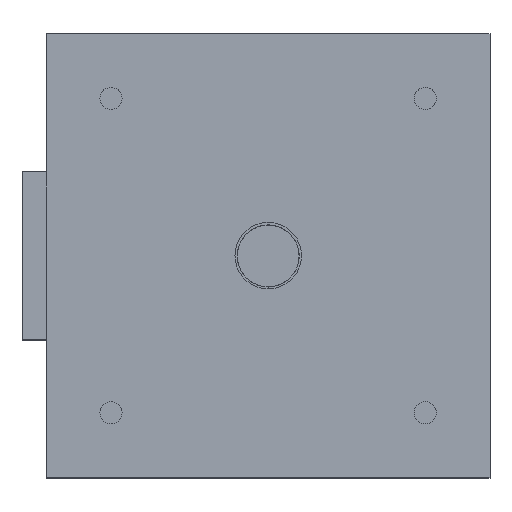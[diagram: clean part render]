
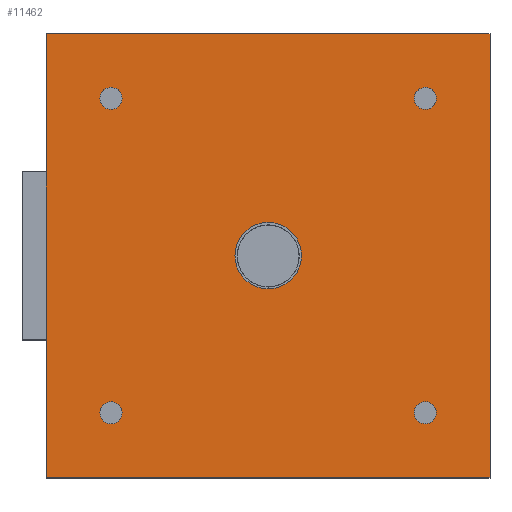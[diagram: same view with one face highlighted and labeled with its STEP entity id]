
A CAD part, top view. The second image highlights one B-rep face of the part: STEP entity #11462.
In plain terms, the highlighted planar face has unit normal (0, 0, 1).
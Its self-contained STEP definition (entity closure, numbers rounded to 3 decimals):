
#811=FACE_BOUND('',#2481,.T.);
#812=FACE_BOUND('',#2482,.T.);
#813=FACE_BOUND('',#2483,.T.);
#814=FACE_BOUND('',#2484,.T.);
#815=FACE_BOUND('',#2485,.T.);
#1216=PLANE('',#13386);
#1781=FACE_OUTER_BOUND('',#2480,.T.);
#2480=EDGE_LOOP('',(#9164,#9165,#9166,#9167));
#2481=EDGE_LOOP('',(#9168));
#2482=EDGE_LOOP('',(#9169));
#2483=EDGE_LOOP('',(#9170));
#2484=EDGE_LOOP('',(#9171));
#2485=EDGE_LOOP('',(#9172));
#3556=LINE('',#18773,#4743);
#3578=LINE('',#18816,#4765);
#3580=LINE('',#18819,#4767);
#3582=LINE('',#18824,#4769);
#4743=VECTOR('',#15254,10.);
#4765=VECTOR('',#15290,10.);
#4767=VECTOR('',#15294,10.);
#4769=VECTOR('',#15302,10.);
#5504=CIRCLE('',#13356,7.5);
#5506=CIRCLE('',#13361,2.5);
#5508=CIRCLE('',#13364,2.5);
#5510=CIRCLE('',#13367,2.5);
#5512=CIRCLE('',#13370,2.5);
#6046=VERTEX_POINT('',#18700);
#6064=VERTEX_POINT('',#18740);
#6066=VERTEX_POINT('',#18746);
#6068=VERTEX_POINT('',#18752);
#6070=VERTEX_POINT('',#18758);
#6072=VERTEX_POINT('',#18770);
#6073=VERTEX_POINT('',#18772);
#6086=VERTEX_POINT('',#18813);
#6087=VERTEX_POINT('',#18815);
#7158=EDGE_CURVE('',#6046,#6046,#5504,.T.);
#7177=EDGE_CURVE('',#6064,#6064,#5506,.T.);
#7180=EDGE_CURVE('',#6066,#6066,#5508,.T.);
#7183=EDGE_CURVE('',#6068,#6068,#5510,.T.);
#7186=EDGE_CURVE('',#6070,#6070,#5512,.T.);
#7194=EDGE_CURVE('',#6073,#6072,#3556,.T.);
#7216=EDGE_CURVE('',#6087,#6086,#3578,.T.);
#7218=EDGE_CURVE('',#6086,#6073,#3580,.T.);
#7220=EDGE_CURVE('',#6072,#6087,#3582,.T.);
#9164=ORIENTED_EDGE('',*,*,#7220,.T.);
#9165=ORIENTED_EDGE('',*,*,#7216,.T.);
#9166=ORIENTED_EDGE('',*,*,#7218,.T.);
#9167=ORIENTED_EDGE('',*,*,#7194,.T.);
#9168=ORIENTED_EDGE('',*,*,#7158,.T.);
#9169=ORIENTED_EDGE('',*,*,#7177,.T.);
#9170=ORIENTED_EDGE('',*,*,#7180,.T.);
#9171=ORIENTED_EDGE('',*,*,#7183,.T.);
#9172=ORIENTED_EDGE('',*,*,#7186,.T.);
#11462=ADVANCED_FACE('',(#1781,#811,#812,#813,#814,#815),#1216,.T.);
#13356=AXIS2_PLACEMENT_3D('',#18701,#15190,#15191);
#13361=AXIS2_PLACEMENT_3D('',#18741,#15217,#15218);
#13364=AXIS2_PLACEMENT_3D('',#18747,#15224,#15225);
#13367=AXIS2_PLACEMENT_3D('',#18753,#15231,#15232);
#13370=AXIS2_PLACEMENT_3D('',#18759,#15238,#15239);
#13386=AXIS2_PLACEMENT_3D('',#18825,#15303,#15304);
#15190=DIRECTION('center_axis',(0.,0.,-1.));
#15191=DIRECTION('ref_axis',(-1.,0.,0.));
#15217=DIRECTION('center_axis',(0.,0.,-1.));
#15218=DIRECTION('ref_axis',(-1.,0.,0.));
#15224=DIRECTION('center_axis',(0.,0.,-1.));
#15225=DIRECTION('ref_axis',(-1.,0.,0.));
#15231=DIRECTION('center_axis',(0.,0.,-1.));
#15232=DIRECTION('ref_axis',(-1.,0.,0.));
#15238=DIRECTION('center_axis',(0.,0.,-1.));
#15239=DIRECTION('ref_axis',(-1.,0.,0.));
#15254=DIRECTION('',(0.,-1.,0.));
#15290=DIRECTION('',(0.,1.,0.));
#15294=DIRECTION('',(-1.,0.,0.));
#15302=DIRECTION('',(1.,0.,0.));
#15303=DIRECTION('center_axis',(0.,0.,1.));
#15304=DIRECTION('ref_axis',(-1.,0.,0.));
#18700=CARTESIAN_POINT('',(7.5,0.,105.));
#18701=CARTESIAN_POINT('Origin',(0.,0.,105.));
#18740=CARTESIAN_POINT('',(37.929,35.429,105.));
#18741=CARTESIAN_POINT('Origin',(35.429,35.429,105.));
#18746=CARTESIAN_POINT('',(37.929,-35.429,105.));
#18747=CARTESIAN_POINT('Origin',(35.429,-35.429,105.));
#18752=CARTESIAN_POINT('',(-32.929,35.429,105.));
#18753=CARTESIAN_POINT('Origin',(-35.429,35.429,105.));
#18758=CARTESIAN_POINT('',(-32.929,-35.429,105.));
#18759=CARTESIAN_POINT('Origin',(-35.429,-35.429,105.));
#18770=CARTESIAN_POINT('',(-50.,-50.,105.));
#18772=CARTESIAN_POINT('',(-50.,50.,105.));
#18773=CARTESIAN_POINT('',(-50.,50.,105.));
#18813=CARTESIAN_POINT('',(50.,50.,105.));
#18815=CARTESIAN_POINT('',(50.,-50.,105.));
#18816=CARTESIAN_POINT('',(50.,-50.,105.));
#18819=CARTESIAN_POINT('',(50.,50.,105.));
#18824=CARTESIAN_POINT('',(-50.,-50.,105.));
#18825=CARTESIAN_POINT('Origin',(0.,0.,105.));
